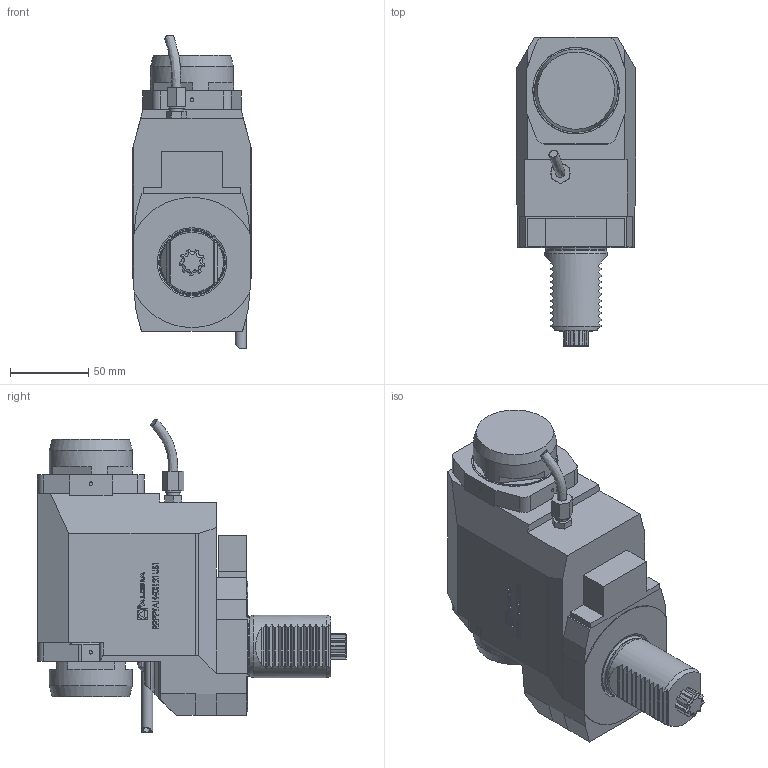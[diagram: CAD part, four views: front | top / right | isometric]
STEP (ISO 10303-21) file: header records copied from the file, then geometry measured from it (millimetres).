
FILE_DESCRIPTION (( 'STEP AP214' ), '1' );
FILE_NAME ('RRPPTAH40I121US1.STEP', '2025-10-13T14:43:52', ( '' ), ( '' ), 'SwSTEP 2.0', 'SolidWorks 2023', '' );
FILE_SCHEMA (( 'AUTOMOTIVE_DESIGN' ));
Length unit declared in the file: millimetre
Products named in the file (1): RRPPTAH40I121US1
Bounding box: 76 x 197 x 199.81 mm (x, y, z)
Volume: 1311444.4 mm3; surface area: 94346.3 mm2
Topology: 1 solids, 2 shells, 675 faces, 1798 edges, 1194 vertices
Faces by surface type: plane 469, cylinder 112, bspline 66, cone 24, torus 3, sphere 1
Full cylindrical faces by diameter (mm): 1.7 x1, 2.1 x1, 4 x1, 5 x1, 6.366 x1, 7 x1, 8.15 x1, 9.8 x1, 38.7 x1, 40 x1, 53 x2
Entity records: 28267 total; most frequent: CARTESIAN_POINT 9096, ORIENTED_EDGE 3516, DIRECTION 2806, EDGE_CURVE 1758, VECTOR 1210, LINE 1210, VERTEX_POINT 1179, AXIS2_PLACEMENT_3D 798
